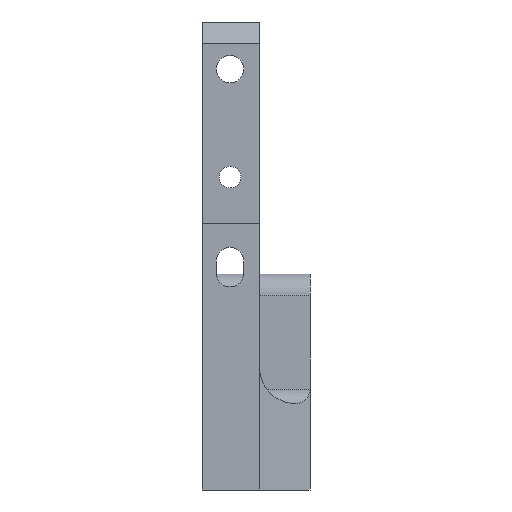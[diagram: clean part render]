
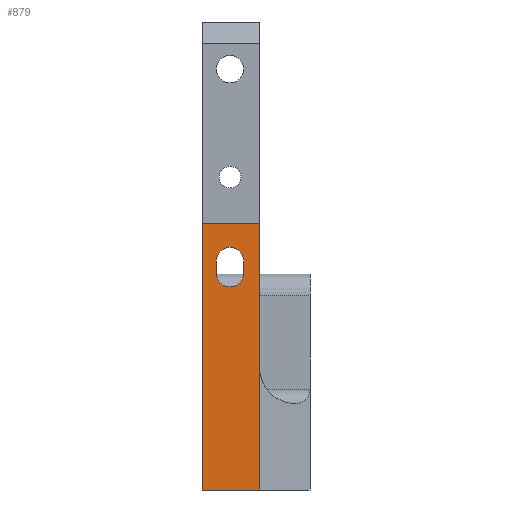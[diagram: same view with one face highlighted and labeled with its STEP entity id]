
A CAD part, front view. The second image highlights one B-rep face of the part: STEP entity #879.
In plain terms, the highlighted planar face has unit normal (0, -1, 0).
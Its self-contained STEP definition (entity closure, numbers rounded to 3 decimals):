
#14 = DIRECTION ( 'NONE',  ( 0., 0., -1. ) ) ;
#23 = ORIENTED_EDGE ( 'NONE', *, *, #1130, .F. ) ;
#71 = AXIS2_PLACEMENT_3D ( 'NONE', #463, #93, #1253 ) ;
#93 = DIRECTION ( 'NONE',  ( 0., -1., 0. ) ) ;
#105 = CARTESIAN_POINT ( 'NONE',  ( -4., 3.2, -65. ) ) ;
#110 = EDGE_CURVE ( 'NONE', #264, #258, #457, .T. ) ;
#120 = EDGE_LOOP ( 'NONE', ( #23, #358, #827, #510, #520 ) ) ;
#125 = AXIS2_PLACEMENT_3D ( 'NONE', #790, #581, #14 ) ;
#138 = VERTEX_POINT ( 'NONE', #565 ) ;
#162 = LINE ( 'NONE', #841, #782 ) ;
#165 = DIRECTION ( 'NONE',  ( 0., 0., 1. ) ) ;
#192 = CARTESIAN_POINT ( 'NONE',  ( 4., 3.2, 0. ) ) ;
#231 = EDGE_CURVE ( 'NONE', #1157, #258, #247, .T. ) ;
#238 = DIRECTION ( 'NONE',  ( -1., 0., 0. ) ) ;
#240 = VERTEX_POINT ( 'NONE', #1209 ) ;
#244 = DIRECTION ( 'NONE',  ( 0., 0., -1. ) ) ;
#247 = CIRCLE ( 'NONE', #973, 1.9 ) ;
#255 = VERTEX_POINT ( 'NONE', #421 ) ;
#258 = VERTEX_POINT ( 'NONE', #1102 ) ;
#259 = EDGE_CURVE ( 'NONE', #909, #1157, #408, .T. ) ;
#261 = CARTESIAN_POINT ( 'NONE',  ( -2., 3.2, 0. ) ) ;
#263 = LINE ( 'NONE', #646, #809 ) ;
#264 = VERTEX_POINT ( 'NONE', #1202 ) ;
#354 = CARTESIAN_POINT ( 'NONE',  ( -0.1, 3.2, -33.2 ) ) ;
#358 = ORIENTED_EDGE ( 'NONE', *, *, #772, .F. ) ;
#385 = EDGE_CURVE ( 'NONE', #255, #1236, #263, .T. ) ;
#408 = CIRCLE ( 'NONE', #902, 1.9 ) ;
#421 = CARTESIAN_POINT ( 'NONE',  ( 4., 3.2, -28. ) ) ;
#457 = LINE ( 'NONE', #261, #678 ) ;
#463 = CARTESIAN_POINT ( 'NONE',  ( -0.1, 3.2, -34.9 ) ) ;
#510 = ORIENTED_EDGE ( 'NONE', *, *, #231, .F. ) ;
#520 = ORIENTED_EDGE ( 'NONE', *, *, #259, .F. ) ;
#565 = CARTESIAN_POINT ( 'NONE',  ( 1.8, 3.2, -34.9 ) ) ;
#571 = VECTOR ( 'NONE', #615, 1000. ) ;
#581 = DIRECTION ( 'NONE',  ( 0., -1., 0. ) ) ;
#582 = EDGE_CURVE ( 'NONE', #1038, #1236, #162, .T. ) ;
#596 = FACE_BOUND ( 'NONE', #120, .T. ) ;
#606 = CIRCLE ( 'NONE', #71, 1.9 ) ;
#615 = DIRECTION ( 'NONE',  ( 0., 0., 1. ) ) ;
#618 = CARTESIAN_POINT ( 'NONE',  ( 4., 3.2, -65. ) ) ;
#646 = CARTESIAN_POINT ( 'NONE',  ( 4., 3.2, -28. ) ) ;
#672 = EDGE_CURVE ( 'NONE', #240, #1038, #1005, .T. ) ;
#678 = VECTOR ( 'NONE', #165, 1000. ) ;
#686 = FACE_OUTER_BOUND ( 'NONE', #1162, .T. ) ;
#695 = VECTOR ( 'NONE', #778, 1000. ) ;
#716 = DIRECTION ( 'NONE',  ( -1., 0., 0. ) ) ;
#734 = CARTESIAN_POINT ( 'NONE',  ( -0.1, 3.2, -33.2 ) ) ;
#744 = DIRECTION ( 'NONE',  ( 0., -1., 0. ) ) ;
#772 = EDGE_CURVE ( 'NONE', #264, #138, #606, .T. ) ;
#778 = DIRECTION ( 'NONE',  ( 0., 0., 1. ) ) ;
#782 = VECTOR ( 'NONE', #929, 1000. ) ;
#790 = CARTESIAN_POINT ( 'NONE',  ( 4., 3.2, 0. ) ) ;
#806 = EDGE_CURVE ( 'NONE', #240, #255, #1066, .T. ) ;
#809 = VECTOR ( 'NONE', #238, 1000. ) ;
#813 = DIRECTION ( 'NONE',  ( 0., 0., -1. ) ) ;
#821 = DIRECTION ( 'NONE',  ( 0., -1., 0. ) ) ;
#827 = ORIENTED_EDGE ( 'NONE', *, *, #110, .T. ) ;
#837 = LINE ( 'NONE', #1118, #571 ) ;
#841 = CARTESIAN_POINT ( 'NONE',  ( -4., 3.2, 0. ) ) ;
#873 = ORIENTED_EDGE ( 'NONE', *, *, #385, .T. ) ;
#879 = ADVANCED_FACE ( 'NONE', ( #596, #686 ), #1087, .T. ) ;
#902 = AXIS2_PLACEMENT_3D ( 'NONE', #734, #744, #813 ) ;
#909 = VERTEX_POINT ( 'NONE', #1179 ) ;
#924 = CARTESIAN_POINT ( 'NONE',  ( -0.1, 3.2, -31.3 ) ) ;
#929 = DIRECTION ( 'NONE',  ( 0., 0., 1. ) ) ;
#930 = ORIENTED_EDGE ( 'NONE', *, *, #672, .F. ) ;
#973 = AXIS2_PLACEMENT_3D ( 'NONE', #354, #821, #244 ) ;
#1005 = LINE ( 'NONE', #618, #1123 ) ;
#1015 = CARTESIAN_POINT ( 'NONE',  ( -4., 3.2, -28. ) ) ;
#1038 = VERTEX_POINT ( 'NONE', #105 ) ;
#1066 = LINE ( 'NONE', #192, #695 ) ;
#1087 = PLANE ( 'NONE',  #125 ) ;
#1102 = CARTESIAN_POINT ( 'NONE',  ( -2., 3.2, -33.2 ) ) ;
#1118 = CARTESIAN_POINT ( 'NONE',  ( 1.8, 3.2, 0. ) ) ;
#1123 = VECTOR ( 'NONE', #716, 1000. ) ;
#1130 = EDGE_CURVE ( 'NONE', #138, #909, #837, .T. ) ;
#1157 = VERTEX_POINT ( 'NONE', #924 ) ;
#1162 = EDGE_LOOP ( 'NONE', ( #1238, #930, #1191, #873 ) ) ;
#1179 = CARTESIAN_POINT ( 'NONE',  ( 1.8, 3.2, -33.2 ) ) ;
#1191 = ORIENTED_EDGE ( 'NONE', *, *, #806, .T. ) ;
#1202 = CARTESIAN_POINT ( 'NONE',  ( -2., 3.2, -34.9 ) ) ;
#1209 = CARTESIAN_POINT ( 'NONE',  ( 4., 3.2, -65. ) ) ;
#1236 = VERTEX_POINT ( 'NONE', #1015 ) ;
#1238 = ORIENTED_EDGE ( 'NONE', *, *, #582, .F. ) ;
#1253 = DIRECTION ( 'NONE',  ( 0., 0., -1. ) ) ;
